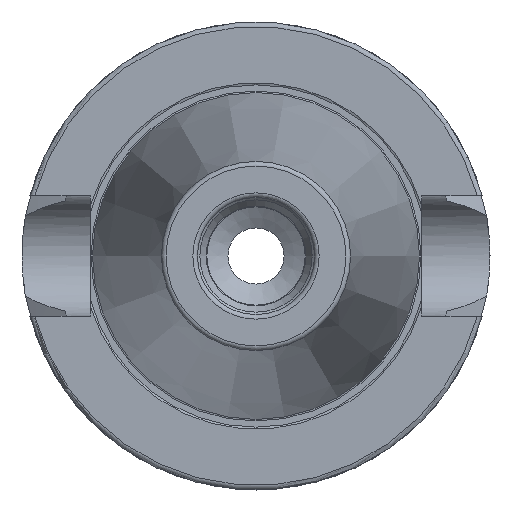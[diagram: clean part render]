
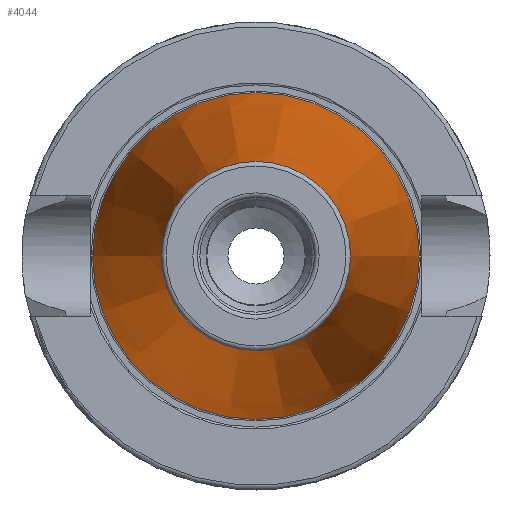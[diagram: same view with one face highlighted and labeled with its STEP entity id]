
A CAD part, left-side view. The second image highlights one B-rep face of the part: STEP entity #4044.
In plain terms, the highlighted conical face has half-angle 8.297 degrees and reference radius 27.564 mm.
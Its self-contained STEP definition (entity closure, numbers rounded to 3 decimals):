
#4010=CARTESIAN_POINT('',(-100.944,20.204,0.0));
#4011=VERTEX_POINT('',#4010);
#4012=CARTESIAN_POINT('',(-100.944,0.,0.0));
#4013=DIRECTION('',(1.0,0.0,0.0));
#4014=DIRECTION('',(0.0,1.0,0.0));
#4015=AXIS2_PLACEMENT_3D('',#4012,#4013,#4014);
#4016=CIRCLE('',#4015,20.204);
#4017=EDGE_CURVE('',#4011,#4011,#4016,.T.);
#4025=CARTESIAN_POINT('',(-50.472,0.,0.0));
#4026=DIRECTION('',(1.0,0.,0.0));
#4027=DIRECTION('',(0.0,1.0,0.0));
#4028=AXIS2_PLACEMENT_3D('',#4025,#4026,#4027);
#4029=CONICAL_SURFACE('',#4028,27.564,8.297);
#4030=CARTESIAN_POINT('',(0.0,34.925,0.0));
#4031=VERTEX_POINT('',#4030);
#4032=CARTESIAN_POINT('',(0.,0.,0.0));
#4033=DIRECTION('',(1.0,0.0,0.0));
#4034=DIRECTION('',(0.0,1.0,0.0));
#4035=AXIS2_PLACEMENT_3D('',#4032,#4033,#4034);
#4036=CIRCLE('',#4035,34.925);
#4037=EDGE_CURVE('',#4031,#4031,#4036,.T.);
#4038=ORIENTED_EDGE('',*,*,#4037,.F.);
#4039=EDGE_LOOP('',(#4038));
#4040=FACE_OUTER_BOUND('',#4039,.T.);
#4041=ORIENTED_EDGE('',*,*,#4017,.T.);
#4042=EDGE_LOOP('',(#4041));
#4043=FACE_BOUND('',#4042,.T.);
#4044=ADVANCED_FACE('',(#4040,#4043),#4029,.T.);
